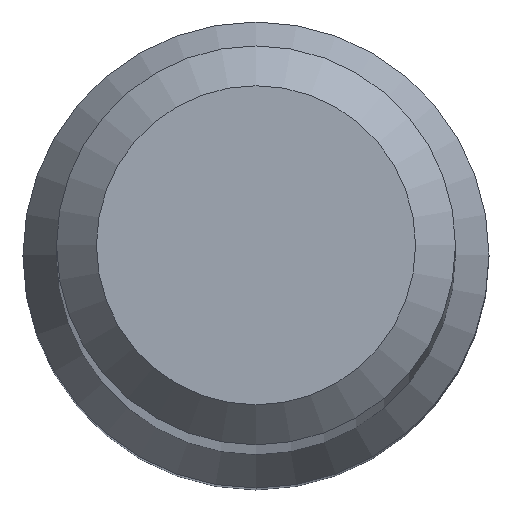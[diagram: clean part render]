
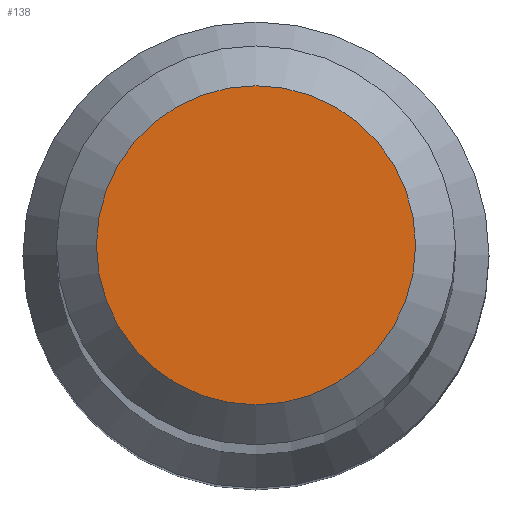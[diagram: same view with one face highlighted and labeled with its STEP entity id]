
A CAD part, top view. The second image highlights one B-rep face of the part: STEP entity #138.
In plain terms, the highlighted planar face has unit normal (0, 0, 1).
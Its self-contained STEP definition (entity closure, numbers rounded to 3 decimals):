
#15 = DIRECTION ( 'NONE',  ( 0., 1., 0. ) ) ;
#22 = VERTEX_POINT ( 'NONE', #119 ) ;
#24 = EDGE_LOOP ( 'NONE', ( #59 ) ) ;
#25 = CIRCLE ( 'NONE', #158, 2.4 ) ;
#48 = PLANE ( 'NONE',  #84 ) ;
#59 = ORIENTED_EDGE ( 'NONE', *, *, #93, .F. ) ;
#84 = AXIS2_PLACEMENT_3D ( 'NONE', #130, #242, #89 ) ;
#86 = DIRECTION ( 'NONE',  ( 0., 0., -1. ) ) ;
#89 = DIRECTION ( 'NONE',  ( 0., -1., 0. ) ) ;
#93 = EDGE_CURVE ( 'NONE', #22, #22, #25, .T. ) ;
#111 = CARTESIAN_POINT ( 'NONE',  ( 0., 0., 101. ) ) ;
#119 = CARTESIAN_POINT ( 'NONE',  ( 0., 2.4, 101. ) ) ;
#130 = CARTESIAN_POINT ( 'NONE',  ( 0., 0., 101. ) ) ;
#138 = ADVANCED_FACE ( 'NONE', ( #183 ), #48, .T. ) ;
#158 = AXIS2_PLACEMENT_3D ( 'NONE', #111, #86, #15 ) ;
#183 = FACE_OUTER_BOUND ( 'NONE', #24, .T. ) ;
#242 = DIRECTION ( 'NONE',  ( 0., 0., 1. ) ) ;
